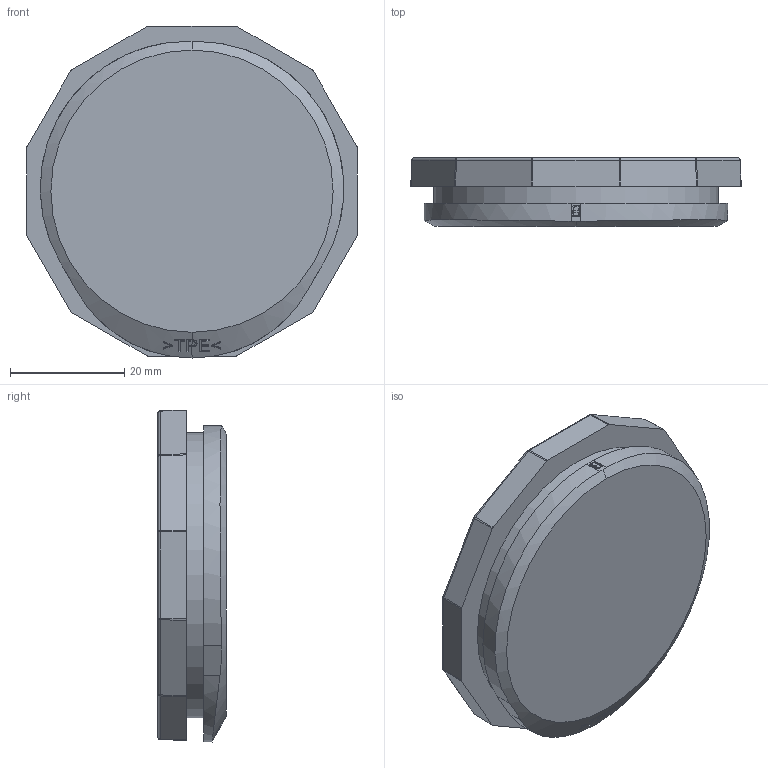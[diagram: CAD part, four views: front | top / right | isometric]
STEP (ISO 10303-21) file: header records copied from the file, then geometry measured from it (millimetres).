
FILE_DESCRIPTION(/* description */ (''),/* implementation_level */ '2;1');
FILE_NAME(/* name */ '28859_6_KES-E-R50_9-B.stp',/* time_stamp */ '2020-04-09T12:31:19+02:00',/* author */ (''),/* organization */ (''),/* preprocessor_version */ 'ST-DEVELOPER v16.7',/* originating_system */ 'SIEMENS PLM Software NX 12.0',/* authorisation */ '');
FILE_SCHEMA (('AUTOMOTIVE_DESIGN { 1 0 10303 214 3 1 1 1 }'));
Length unit declared in the file: millimetre
Products named in the file (1): 28859_6_KES-E-R50_9-B
Bounding box: 57.93 x 12.04 x 58.21 mm (x, y, z)
Volume: 27984.6 mm3; surface area: 7990.4 mm2
Topology: 1 solids, 1 shells, 620 faces, 1659 edges, 1029 vertices
Faces by surface type: plane 368, bspline 97, sphere 60, cylinder 28, torus 27, revolution 18, extrusion 12, cone 10
Full cylindrical faces by diameter (mm): 50 x1
Entity records: 29261 total; most frequent: CARTESIAN_POINT 14921, ORIENTED_EDGE 3196, DIRECTION 2545, EDGE_CURVE 1598, VERTEX_POINT 1029, VECTOR 983, LINE 971, AXIS2_PLACEMENT_3D 772
